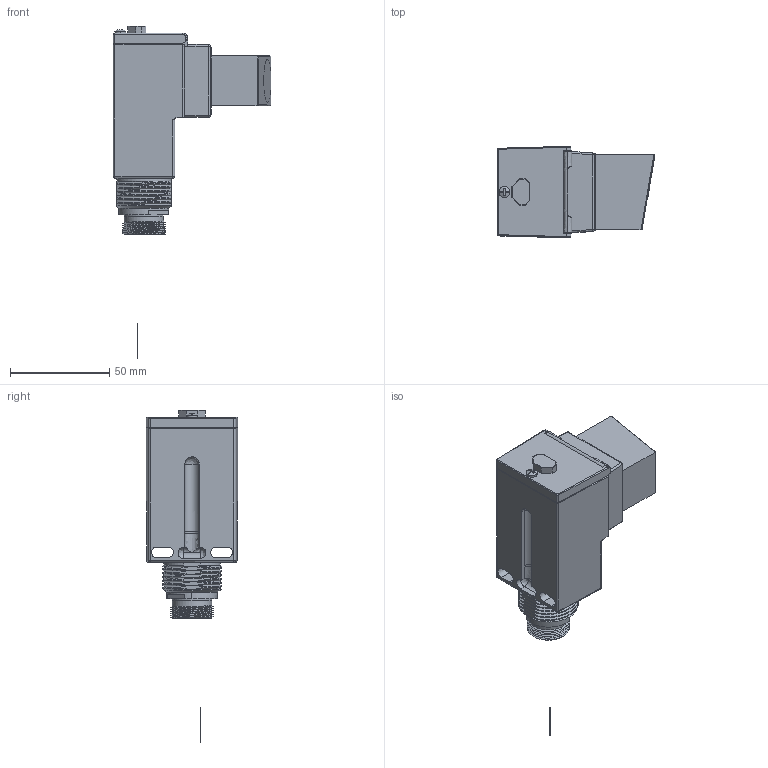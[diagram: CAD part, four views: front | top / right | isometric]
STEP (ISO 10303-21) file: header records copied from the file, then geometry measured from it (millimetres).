
FILE_DESCRIPTION( ('This file contains a STEP AP42 implementation' ,'as created by ZW3D STEP Interface translator.') ,'2;1' );
FILE_NAME( 'RP74-SXXXXX-CYXQ5LN.stp' ,'21 125.112721', (''), ('ZWCAD Software Co.'), 'Version 1.0', 'ZW3D to STEP translator', '' );
FILE_SCHEMA(('AUTOMOTIVE_DESIGN'));
Length unit declared in the file: millimetre
Products named in the file (2): 0; RP74-SXXXXX-CYXQ5LN
Bounding box: 79.5 x 46.04 x 167.2 mm (x, y, z)
Volume: 164468.3 mm3; surface area: 27376 mm2
Topology: 9 solids, 9 shells, 316 faces, 769 edges, 481 vertices
Faces by surface type: bspline 316
Entity records: 13308 total; most frequent: CARTESIAN_POINT 8508, ORIENTED_EDGE 1522, EDGE_CURVE 761, B_SPLINE_CURVE_WITH_KNOTS 530, VERTEX_POINT 481, EDGE_LOOP 340, FACE_OUTER_BOUND 316, ADVANCED_FACE 316
